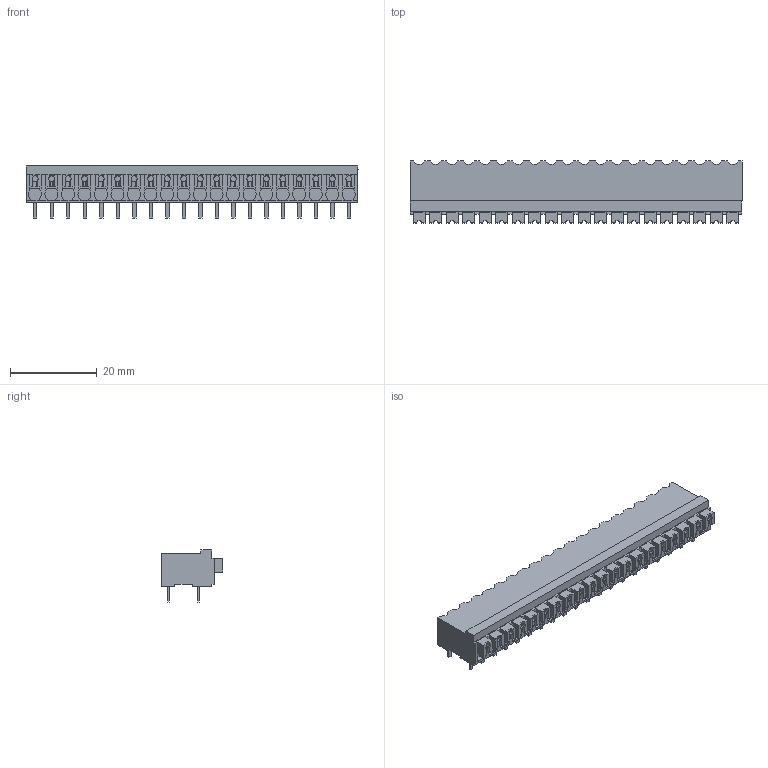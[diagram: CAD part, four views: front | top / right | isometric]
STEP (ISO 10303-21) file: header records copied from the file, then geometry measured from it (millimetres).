
FILE_DESCRIPTION(('CATIA V5 STEP Exchange','CAx-IF Rec.Pracs.--- Model Styling and Organization---1.2---2011-12-15'),'2;1');
FILE_NAME ('D1457978_0', '2018-03-22T09:34:04+00:00', ('none'), ('Weidmueller'), 'CATIA Version 5-6 Release 2014', 'CATIA V5 STEP AP214', 'none');
FILE_SCHEMA(('AUTOMOTIVE_DESIGN { 1 0 10303 214 1 1 1 1 }'));
Length unit declared in the file: millimetre
Products named in the file (1): 1871270000
Bounding box: 76.59 x 14.3 x 12 mm (x, y, z)
Volume: 6570.5 mm3; surface area: 6104.6 mm2
Topology: 61 solids, 61 shells, 1536 faces, 4329 edges, 2895 vertices
Faces by surface type: plane 1296, cylinder 240
Entity records: 47401 total; most frequent: CARTESIAN_POINT 8893, ORIENTED_EDGE 8658, DIRECTION 6065, EDGE_CURVE 4329, VECTOR 3829, LINE 3829, VERTEX_POINT 2895, EDGE_LOOP 1556
